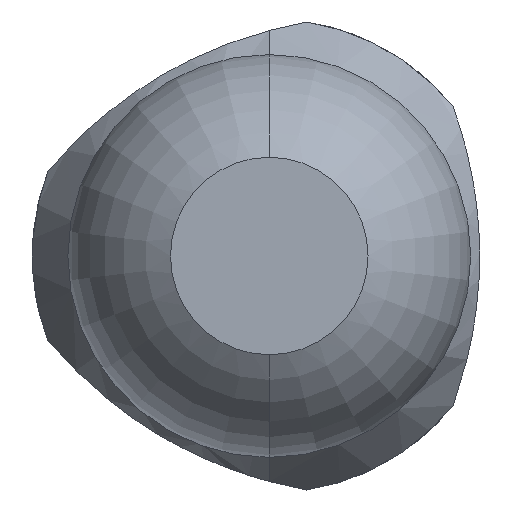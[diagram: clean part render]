
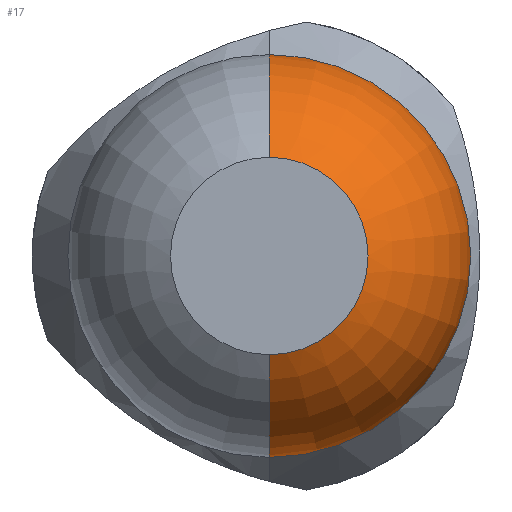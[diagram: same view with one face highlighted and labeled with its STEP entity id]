
A CAD part, front view. The second image highlights one B-rep face of the part: STEP entity #17.
In plain terms, the highlighted toroidal (fillet/blend) face has major radius 0.01 mm and minor radius 0.5 mm.
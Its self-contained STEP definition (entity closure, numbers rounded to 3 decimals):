
#17 = ADVANCED_FACE ( 'Defeature ausgef�hrt1_5', ( #3043 ), #812, .T. ) ;
#239 = CIRCLE ( 'NONE', #1161, 0.5 ) ;
#293 = ORIENTED_EDGE ( 'NONE', *, *, #2499, .F. ) ;
#300 = DIRECTION ( 'NONE',  ( 0., 1., 0. ) ) ;
#329 = CARTESIAN_POINT ( 'NONE',  ( 0., -29.961, 0. ) ) ;
#353 = CARTESIAN_POINT ( 'NONE',  ( 0., -30.4, 0.25 ) ) ;
#370 = CARTESIAN_POINT ( 'NONE',  ( 0., -29.961, -0.51 ) ) ;
#812 = TOROIDAL_SURFACE ( 'NONE', #3614, 0.01, 0.5 ) ;
#875 = VERTEX_POINT ( 'NONE', #370 ) ;
#880 = EDGE_CURVE ( 'NONE', #1553, #2089, #239, .T. ) ;
#914 = AXIS2_PLACEMENT_3D ( 'NONE', #2163, #300, #1257 ) ;
#1062 = EDGE_CURVE ( 'NONE', #2477, #875, #3038, .T. ) ;
#1114 = DIRECTION ( 'NONE',  ( 0., 0., -1. ) ) ;
#1161 = AXIS2_PLACEMENT_3D ( 'NONE', #3543, #1400, #3806 ) ;
#1257 = DIRECTION ( 'NONE',  ( 0., 0., 1. ) ) ;
#1315 = CARTESIAN_POINT ( 'NONE',  ( 0., -29.961, 0.51 ) ) ;
#1400 = DIRECTION ( 'NONE',  ( -1., 0., 0. ) ) ;
#1553 = VERTEX_POINT ( 'NONE', #353 ) ;
#1582 = DIRECTION ( 'NONE',  ( 0., 0., 1. ) ) ;
#1716 = EDGE_LOOP ( 'NONE', ( #2155, #3051, #293, #3995 ) ) ;
#1741 = CARTESIAN_POINT ( 'NONE',  ( 0., -29.961, -0.01 ) ) ;
#1753 = DIRECTION ( 'NONE',  ( 1., 0., 0. ) ) ;
#2089 = VERTEX_POINT ( 'NONE', #1315 ) ;
#2111 = CARTESIAN_POINT ( 'NONE',  ( 0., -30.4, -0.25 ) ) ;
#2155 = ORIENTED_EDGE ( 'NONE', *, *, #2885, .F. ) ;
#2163 = CARTESIAN_POINT ( 'NONE',  ( 0., -29.961, 0. ) ) ;
#2477 = VERTEX_POINT ( 'NONE', #2111 ) ;
#2499 = EDGE_CURVE ( 'Defeature ausgef�hrt1_6+Defeature ausgef�hrt1_5+Defeature ausgef�hrt1_5+Defeature ausgef�hrt1_5', #2089, #875, #3704, .T. ) ;
#2718 = AXIS2_PLACEMENT_3D ( 'NONE', #1741, #1753, #1114 ) ;
#2885 = EDGE_CURVE ( 'Defeature ausgef�hrt1_15+Defeature ausgef�hrt1_5+Defeature ausgef�hrt1_5+Defeature ausgef�hrt1_5', #2477, #1553, #4008, .T. ) ;
#3038 = CIRCLE ( 'NONE', #2718, 0.5 ) ;
#3043 = FACE_OUTER_BOUND ( 'NONE', #1716, .T. ) ;
#3051 = ORIENTED_EDGE ( 'NONE', *, *, #1062, .T. ) ;
#3093 = DIRECTION ( 'NONE',  ( 0., 1., 0. ) ) ;
#3231 = AXIS2_PLACEMENT_3D ( 'NONE', #3700, #3375, #3716 ) ;
#3375 = DIRECTION ( 'NONE',  ( 0., -1., 0. ) ) ;
#3543 = CARTESIAN_POINT ( 'NONE',  ( 0., -29.961, 0.01 ) ) ;
#3614 = AXIS2_PLACEMENT_3D ( 'NONE', #329, #3093, #1582 ) ;
#3700 = CARTESIAN_POINT ( 'NONE',  ( 0., -30.4, 0. ) ) ;
#3704 = CIRCLE ( 'NONE', #914, 0.51 ) ;
#3716 = DIRECTION ( 'NONE',  ( 0., 0., -1. ) ) ;
#3806 = DIRECTION ( 'NONE',  ( 0., 0., 1. ) ) ;
#3995 = ORIENTED_EDGE ( 'NONE', *, *, #880, .F. ) ;
#4008 = CIRCLE ( 'NONE', #3231, 0.25 ) ;
